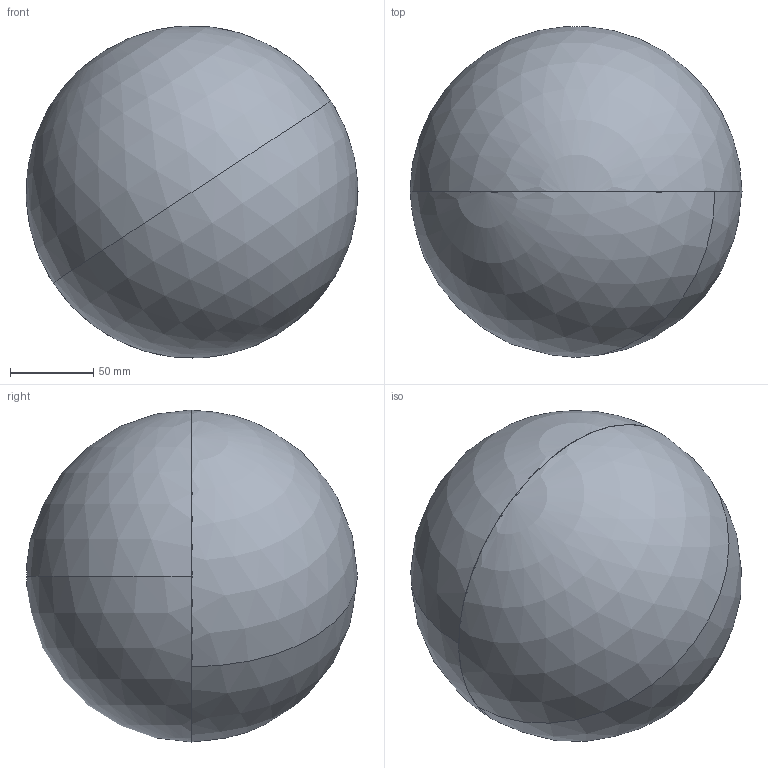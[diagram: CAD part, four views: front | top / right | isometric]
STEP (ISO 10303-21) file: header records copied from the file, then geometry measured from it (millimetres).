
FILE_DESCRIPTION (( 'STEP AP203' ), '1' );
FILE_NAME ('A_0220-200.STEP', '2023-01-10T12:22:53', ( '' ), ( '' ), 'SwSTEP 2.0', 'SolidWorks 2019', '' );
FILE_SCHEMA (( 'CONFIG_CONTROL_DESIGN' ));
Length unit declared in the file: millimetre
Products named in the file (4): A_0220-200; A_0220-120.P1; A_0220-200.P2; A_0220-200.P3
Assembly tree (3 placements, depth 2):
  A_0220-200
    A_0220-200.P2
    A_0220-120.P1
    A_0220-200.P3
Bounding box: 200 x 199.3 x 200 mm (x, y, z)
Volume: 247098.2 mm3; surface area: 250181.4 mm2
Topology: 3 solids, 3 shells, 24 faces, 58 edges, 38 vertices
Faces by surface type: cylinder 10, sphere 8, plane 6
Entity records: 1092 total; most frequent: DIRECTION 150, CARTESIAN_POINT 114, ORIENTED_EDGE 100, AXIS2_PLACEMENT_3D 70, EDGE_CURVE 50, CIRCLE 40, PERSON_AND_ORGANIZATION 35, VERTEX_POINT 34
